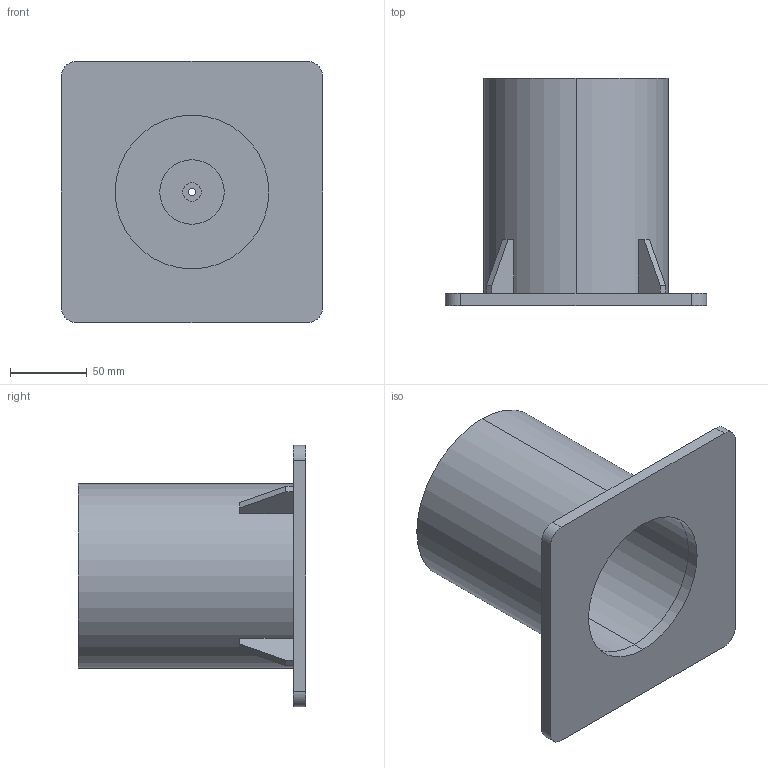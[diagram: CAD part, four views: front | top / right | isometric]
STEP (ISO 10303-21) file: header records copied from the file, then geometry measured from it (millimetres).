
FILE_DESCRIPTION (( 'STEP AP203' ), '1' );
FILE_NAME ('PF_M1_Base_Default_sldprt.STEP', '2023-06-09T22:24:39', ( '' ), ( '' ), 'SwSTEP 2.0', 'SolidWorks 2021', '' );
FILE_SCHEMA (( 'CONFIG_CONTROL_DESIGN' ));
Length unit declared in the file: millimetre
Products named in the file (1): PF_M1_Base_Default_sldprt
Bounding box: 170 x 148 x 170 mm (x, y, z)
Volume: 731041.8 mm3; surface area: 172583.3 mm2
Topology: 6 solids, 6 shells, 55 faces, 120 edges, 80 vertices
Faces by surface type: plane 39, cylinder 16
Entity records: 1581 total; most frequent: DIRECTION 264, CARTESIAN_POINT 256, ORIENTED_EDGE 240, EDGE_CURVE 120, LINE 88, AXIS2_PLACEMENT_3D 88, VECTOR 88, VERTEX_POINT 80
